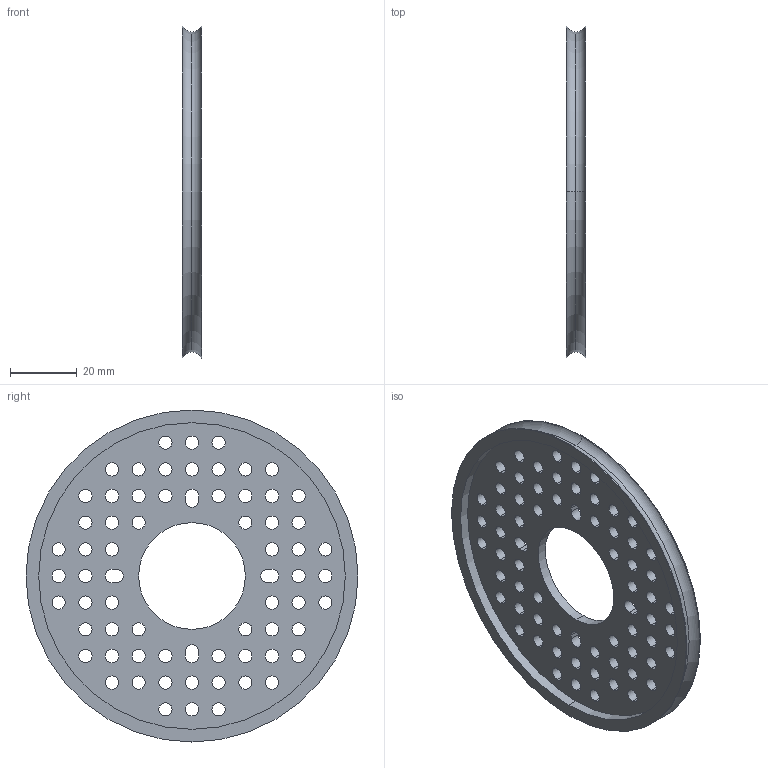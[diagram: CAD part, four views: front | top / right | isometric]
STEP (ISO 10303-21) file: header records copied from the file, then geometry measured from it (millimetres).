
FILE_DESCRIPTION (( 'STEP AP203' ), '1' );
FILE_NAME ('3400-0032-0096.STEP', '2018-05-10T20:35:47', ( '' ), ( '' ), 'SwSTEP 2.0', 'SolidWorks 2016', '' );
FILE_SCHEMA (( 'CONFIG_CONTROL_DESIGN' ));
Length unit declared in the file: millimetre
Products named in the file (1): 3400-0032-0096
Bounding box: 6 x 99.6 x 99.6 mm (x, y, z)
Volume: 19563.8 mm3; surface area: 18269.3 mm2
Topology: 1 solids, 1 shells, 161 faces, 468 edges, 310 vertices
Faces by surface type: cylinder 146, plane 11, torus 4
Entity records: 5845 total; most frequent: DIRECTION 1090, CARTESIAN_POINT 940, ORIENTED_EDGE 936, EDGE_CURVE 468, AXIS2_PLACEMENT_3D 460, VERTEX_POINT 310, EDGE_LOOP 300, CIRCLE 298
